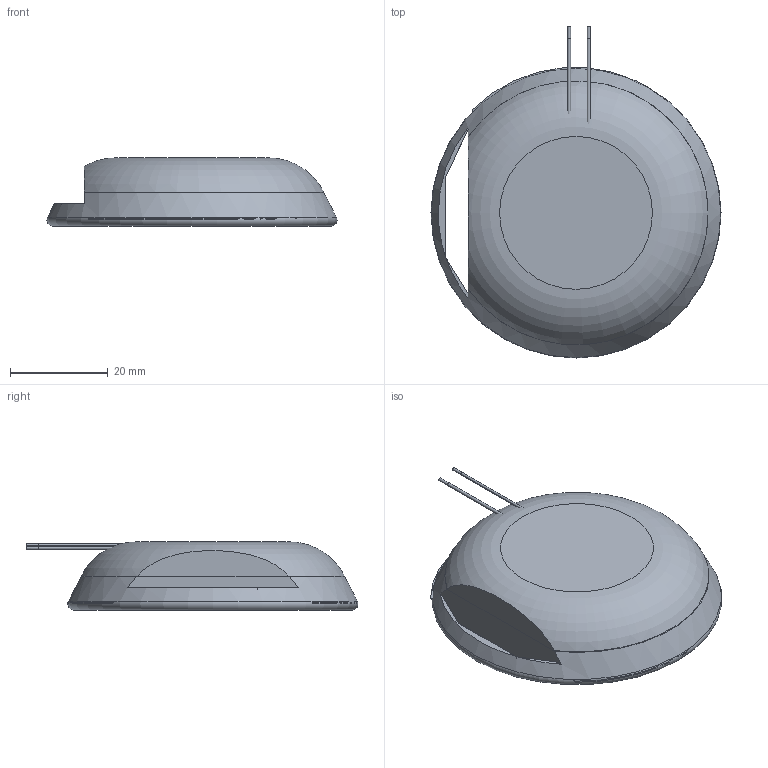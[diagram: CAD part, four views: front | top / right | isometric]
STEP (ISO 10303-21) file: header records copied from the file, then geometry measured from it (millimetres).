
FILE_DESCRIPTION(/* description */ (''),/* implementation_level */ '2;1');
FILE_NAME(/* name */ 'Notecard_Tracker.step',/* time_stamp */ '2022-05-16T19:20:52-05:00',/* author */ (''),/* organization */ (''),/* preprocessor_version */ 'ST-DEVELOPER v18.1',/* originating_system */ 'Autodesk Translation Framework v10.14.0.1471',/* authorisation */ '');
FILE_SCHEMA (('AUTOMOTIVE_DESIGN { 1 0 10303 214 3 1 1 }'));
Length unit declared in the file: inch
Products named in the file (67): Assemble1; NOTE-NBGL 3D model v1.5; User Library-Tantalum Capacitor Case A; User Library-Tantalum Capacitor Case A_1; User Library-Tantalum Capacitor Case A_2; User Library-Tantalum Capacitor Case A_3; User Library-Tantalum Capacitor Case A_Tantalum case A part1; User Library-Tantalum Capacitor Case A_Tantalum case A part2; Document22; User Library-RES_1609-0603; Document10; Document20; User Library-Tantalum Capacitor Case B; User Library-Tantalum Capacitor Case B_1; User Library-Tantalum Capacitor Case B_2; User Library-Tantalum Capacitor Case B_3; User Library-Tantalum Capacitor Case B_4; User Library-Tantalum Capacitor Case B_Tantalum case B part1; User Library-Tantalum Capacitor Case B_Tantalum case B part2; ASSEMBLY; ASSEMBLY_1; ASSEMBLY_2; UFDFN3; Document6; Document4; Document2; Document14; Document18; User Library-led_0402; User Library-DFN8-5X6; User Library-DFN8-5X6_Pad004; User Library-DFN8-5X6_Pad009; User Library-DFN8-5X6_Pad007; User Library-DFN8-5X6_Pad001; User Library-DFN8-5X6_Pad006; User Library-DFN8-5X6_Pad; User Library-DFN8-5X6_Pad008; User Library-DFN8-5X6_Pad003; User Library-DFN8-5X6_Pad002; User Library-DFN8-5X6_Pad005 ...
Assembly tree (210 placements, depth 4):
  Assemble1
    NOTE-NBGL 3D model v1.5
      User Library-Tantalum Capacitor Case A
        User Library-Tantalum Capacitor Case A_Tantalum case A part2  x2
        User Library-Tantalum Capacitor Case A_Tantalum case A part1
      User Library-Tantalum Capacitor Case A_1
        User Library-Tantalum Capacitor Case A_Tantalum case A part2  x2
        User Library-Tantalum Capacitor Case A_Tantalum case A part1
      User Library-Tantalum Capacitor Case A_2
        User Library-Tantalum Capacitor Case A_Tantalum case A part2  x2
        User Library-Tantalum Capacitor Case A_Tantalum case A part1
      User Library-Tantalum Capacitor Case A_3
        User Library-Tantalum Capacitor Case A_Tantalum case A part2  x2
        User Library-Tantalum Capacitor Case A_Tantalum case A part1
      Document22
      User Library-RES_1609-0603
      Document10
      Document20  x3
      User Library-Tantalum Capacitor Case B
        User Library-Tantalum Capacitor Case B_Tantalum case B part1
        User Library-Tantalum Capacitor Case B_Tantalum case B part2  x2
      User Library-Tantalum Capacitor Case B_1
        User Library-Tantalum Capacitor Case B_Tantalum case B part1
        User Library-Tantalum Capacitor Case B_Tantalum case B part2  x2
      User Library-Tantalum Capacitor Case B_2
        User Library-Tantalum Capacitor Case B_Tantalum case B part1
        User Library-Tantalum Capacitor Case B_Tantalum case B part2  x2
      User Library-Tantalum Capacitor Case B_3
        User Library-Tantalum Capacitor Case B_Tantalum case B part1
        User Library-Tantalum Capacitor Case B_Tantalum case B part2  x2
      User Library-Tantalum Capacitor Case B_4
        User Library-Tantalum Capacitor Case B_Tantalum case B part1
        User Library-Tantalum Capacitor Case B_Tantalum case B part2  x2
      ASSEMBLY
        UFDFN3
      ASSEMBLY_1
        UFDFN3
      ASSEMBLY_2
        UFDFN3
      Document6
      Document4
      Document2
      Document14
      Document18
      User Library-led_0402  x2
      User Library-DFN8-5X6
        User Library-DFN8-5X6_Pad004
        User Library-DFN8-5X6_Pad009
        User Library-DFN8-5X6_Pad007
        User Library-DFN8-5X6_Pad001
        User Library-DFN8-5X6_Pad006
        User Library-DFN8-5X6_Pad
        User Library-DFN8-5X6_Pad008
        User Library-DFN8-5X6_Pad003
        User Library-DFN8-5X6_Pad002
        User Library-DFN8-5X6_Pad005
      Cubo
      SW3dPS-SW3dPS-SOT363
      User Library-SOT23-5-1
      User Library-0402C
Bounding box: 59.42 x 68 x 13.97 mm (x, y, z)
Volume: 10570.8 mm3; surface area: 33528.1 mm2
Topology: 332 solids, 1176 shells, 10591 faces, 27508 edges, 18720 vertices
Faces by surface type: plane 5361, bspline 2976, cylinder 2012, torus 126, sphere 79, cone 37
Full cylindrical faces by diameter (mm): 0.2 x37, 0.25 x1, 0.5 x1, 0.51 x4, 0.6 x5, 1.016 x4, 3.8 x1, 6 x1, 30 x1
Entity records: 96228 total; most frequent: CARTESIAN_POINT 45811, DIRECTION 9470, ORIENTED_EDGE 9025, EDGE_CURVE 5303, VERTEX_POINT 3934, LINE 3340, VECTOR 3340, AXIS2_PLACEMENT_3D 3065
